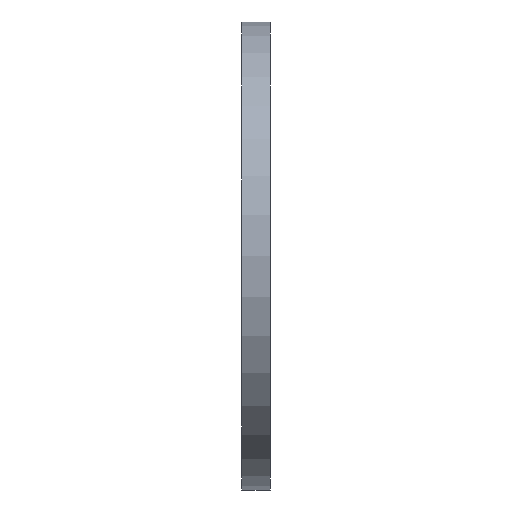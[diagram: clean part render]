
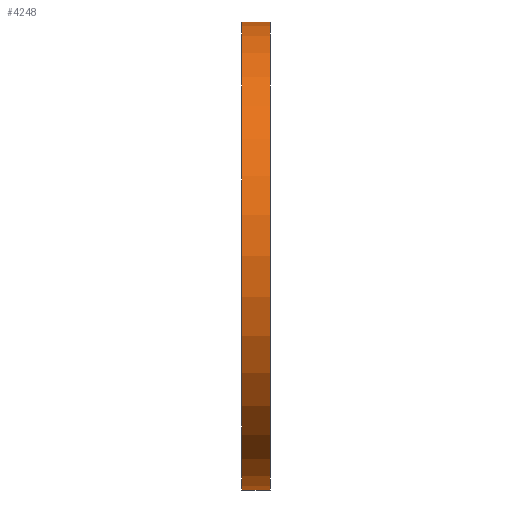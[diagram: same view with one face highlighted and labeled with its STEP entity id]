
A CAD part, left-side view. The second image highlights one B-rep face of the part: STEP entity #4248.
In plain terms, the highlighted cylindrical face has radius 50 mm (diameter 100 mm), a partial arc.
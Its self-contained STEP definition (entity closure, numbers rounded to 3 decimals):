
#9 = CARTESIAN_POINT ( 'NONE',  ( 0., 3., -50. ) ) ;
#137 = ORIENTED_EDGE ( 'NONE', *, *, #5488, .F. ) ;
#245 = EDGE_CURVE ( 'NONE', #10659, #4284, #1380, .T. ) ;
#621 = ORIENTED_EDGE ( 'NONE', *, *, #245, .T. ) ;
#760 = CYLINDRICAL_SURFACE ( 'NONE', #7247, 50. ) ;
#1380 = LINE ( 'NONE', #9, #3515 ) ;
#1591 = CARTESIAN_POINT ( 'NONE',  ( 0., -3., 50. ) ) ;
#1873 = DIRECTION ( 'NONE',  ( 0., 0., 1. ) ) ;
#1922 = AXIS2_PLACEMENT_3D ( 'NONE', #9538, #5817, #3162 ) ;
#2367 = EDGE_CURVE ( 'NONE', #4284, #9337, #11552, .T. ) ;
#2883 = LINE ( 'NONE', #10503, #6716 ) ;
#3162 = DIRECTION ( 'NONE',  ( 0., 0., 1. ) ) ;
#3271 = CARTESIAN_POINT ( 'NONE',  ( 0., 3., 0. ) ) ;
#3515 = VECTOR ( 'NONE', #7118, 1000. ) ;
#3560 = ORIENTED_EDGE ( 'NONE', *, *, #3772, .F. ) ;
#3702 = CARTESIAN_POINT ( 'NONE',  ( 0., -3., 0. ) ) ;
#3772 = EDGE_CURVE ( 'NONE', #10659, #11487, #8164, .T. ) ;
#4248 = ADVANCED_FACE ( 'NONE', ( #5309 ), #760, .T. ) ;
#4284 = VERTEX_POINT ( 'NONE', #5124 ) ;
#4495 = DIRECTION ( 'NONE',  ( 0., 1., 0. ) ) ;
#4928 = DIRECTION ( 'NONE',  ( 0., -1., 0. ) ) ;
#5124 = CARTESIAN_POINT ( 'NONE',  ( 0., -3., -50. ) ) ;
#5309 = FACE_OUTER_BOUND ( 'NONE', #11652, .T. ) ;
#5488 = EDGE_CURVE ( 'NONE', #11487, #9337, #2883, .T. ) ;
#5817 = DIRECTION ( 'NONE',  ( 0., 1., 0. ) ) ;
#6716 = VECTOR ( 'NONE', #4928, 1000. ) ;
#7118 = DIRECTION ( 'NONE',  ( 0., -1., 0. ) ) ;
#7247 = AXIS2_PLACEMENT_3D ( 'NONE', #3271, #10504, #8593 ) ;
#7962 = CARTESIAN_POINT ( 'NONE',  ( 0., 3., -50. ) ) ;
#8164 = CIRCLE ( 'NONE', #1922, 50. ) ;
#8593 = DIRECTION ( 'NONE',  ( 0., 0., -1. ) ) ;
#8842 = CARTESIAN_POINT ( 'NONE',  ( 0., 3., 50. ) ) ;
#9337 = VERTEX_POINT ( 'NONE', #1591 ) ;
#9538 = CARTESIAN_POINT ( 'NONE',  ( 0., 3., 0. ) ) ;
#9983 = ORIENTED_EDGE ( 'NONE', *, *, #2367, .T. ) ;
#10503 = CARTESIAN_POINT ( 'NONE',  ( 0., 3., 50. ) ) ;
#10504 = DIRECTION ( 'NONE',  ( 0., -1., 0. ) ) ;
#10659 = VERTEX_POINT ( 'NONE', #7962 ) ;
#11150 = AXIS2_PLACEMENT_3D ( 'NONE', #3702, #4495, #1873 ) ;
#11487 = VERTEX_POINT ( 'NONE', #8842 ) ;
#11552 = CIRCLE ( 'NONE', #11150, 50. ) ;
#11652 = EDGE_LOOP ( 'NONE', ( #137, #3560, #621, #9983 ) ) ;
